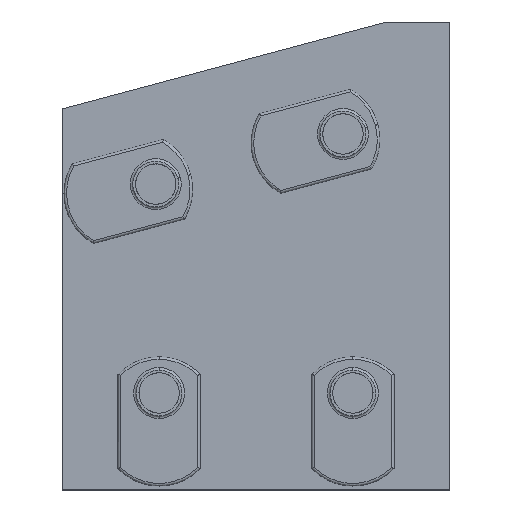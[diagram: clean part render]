
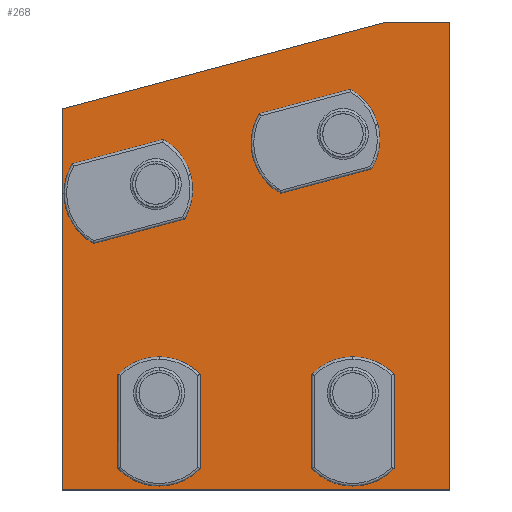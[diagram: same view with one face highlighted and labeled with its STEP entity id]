
A CAD part, top view. The second image highlights one B-rep face of the part: STEP entity #268.
In plain terms, the highlighted planar face has unit normal (0, 0, 1).
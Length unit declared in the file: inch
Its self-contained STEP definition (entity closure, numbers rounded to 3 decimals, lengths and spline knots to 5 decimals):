
#29 = ORIENTED_EDGE ( 'NONE', *, *, #2105, .T. ) ;
#32 = VERTEX_POINT ( 'NONE', #571 ) ;
#36 = ORIENTED_EDGE ( 'NONE', *, *, #201, .T. ) ;
#43 = VERTEX_POINT ( 'NONE', #665 ) ;
#56 = EDGE_CURVE ( 'NONE', #112, #43, #790, .T. ) ;
#57 = ORIENTED_EDGE ( 'NONE', *, *, #511, .T. ) ;
#71 = VERTEX_POINT ( 'NONE', #969 ) ;
#86 = EDGE_LOOP ( 'NONE', ( #57, #29, #36, #144, #1350 ) ) ;
#100 = ORIENTED_EDGE ( 'NONE', *, *, #241, .F. ) ;
#112 = VERTEX_POINT ( 'NONE', #1300 ) ;
#118 = VERTEX_POINT ( 'NONE', #732 ) ;
#131 = EDGE_CURVE ( 'NONE', #207, #382, #886, .T. ) ;
#144 = ORIENTED_EDGE ( 'NONE', *, *, #236, .T. ) ;
#149 = ORIENTED_EDGE ( 'NONE', *, *, #131, .F. ) ;
#175 = ORIENTED_EDGE ( 'NONE', *, *, #2100, .F. ) ;
#201 = EDGE_CURVE ( 'NONE', #32, #306, #783, .T. ) ;
#202 = EDGE_LOOP ( 'NONE', ( #149, #100 ) ) ;
#207 = VERTEX_POINT ( 'NONE', #809 ) ;
#216 = ORIENTED_EDGE ( 'NONE', *, *, #1958, .F. ) ;
#236 = EDGE_CURVE ( 'NONE', #306, #529, #980, .T. ) ;
#240 = EDGE_LOOP ( 'NONE', ( #175, #2071 ) ) ;
#241 = EDGE_CURVE ( 'NONE', #382, #207, #996, .T. ) ;
#268 = ADVANCED_FACE ( 'NONE', ( #1110, #1111, #1112, #1113, #1114 ), #1115, .T. ) ;
#284 = EDGE_CURVE ( 'NONE', #1756, #71, #1187, .T. ) ;
#306 = VERTEX_POINT ( 'NONE', #1273 ) ;
#319 = ORIENTED_EDGE ( 'NONE', *, *, #284, .F. ) ;
#329 = VERTEX_POINT ( 'NONE', #731 ) ;
#382 = VERTEX_POINT ( 'NONE', #787 ) ;
#489 = CIRCLE ( 'NONE', #490, 0.164 ) ;
#490 = AXIS2_PLACEMENT_3D ( 'NONE', #495, #496, #497 ) ;
#495 = CARTESIAN_POINT ( 'NONE',  ( 2.17289, 2.75523, 0.25 ) ) ;
#496 = DIRECTION ( 'NONE',  ( 0., 0., 1. ) ) ;
#497 = DIRECTION ( 'NONE',  ( 1., 0., 0. ) ) ;
#498 = LINE ( 'NONE', #499, #500 ) ;
#499 = CARTESIAN_POINT ( 'NONE',  ( 2.50955, 3.62243, 0.25 ) ) ;
#500 = VECTOR ( 'NONE', #501, 39.37008 ) ;
#501 = DIRECTION ( 'NONE',  ( -0.966, -0.259, 0. ) ) ;
#511 = EDGE_CURVE ( 'NONE', #329, #118, #875, .T. ) ;
#529 = VERTEX_POINT ( 'NONE', #904 ) ;
#532 = CARTESIAN_POINT ( 'NONE',  ( 0.888, 2.367, 0.25 ) ) ;
#556 = LINE ( 'NONE', #557, #558 ) ;
#557 = CARTESIAN_POINT ( 'NONE',  ( 0., 0., 0.25 ) ) ;
#558 = VECTOR ( 'NONE', #559, 39.37008 ) ;
#559 = DIRECTION ( 'NONE',  ( 1., 0., 0. ) ) ;
#571 = CARTESIAN_POINT ( 'NONE',  ( 3., 0., 0.25 ) ) ;
#601 = CIRCLE ( 'NONE', #602, 0.164 ) ;
#602 = AXIS2_PLACEMENT_3D ( 'NONE', #603, #604, #605 ) ;
#603 = CARTESIAN_POINT ( 'NONE',  ( 0.724, 2.367, 0.25 ) ) ;
#604 = DIRECTION ( 'NONE',  ( 0., 0., 1. ) ) ;
#605 = DIRECTION ( 'NONE',  ( 1., 0., 0. ) ) ;
#665 = CARTESIAN_POINT ( 'NONE',  ( 2.33689, 2.75523, 0.25 ) ) ;
#731 = CARTESIAN_POINT ( 'NONE',  ( 0., 2.95, 0.25 ) ) ;
#732 = CARTESIAN_POINT ( 'NONE',  ( 0., 0., 0.25 ) ) ;
#783 = LINE ( 'NONE', #784, #785 ) ;
#784 = CARTESIAN_POINT ( 'NONE',  ( 3., 0., 0.25 ) ) ;
#785 = VECTOR ( 'NONE', #786, 39.37008 ) ;
#786 = DIRECTION ( 'NONE',  ( 0., 1., 0. ) ) ;
#787 = CARTESIAN_POINT ( 'NONE',  ( 0.586, 0.75, 0.25 ) ) ;
#790 = CIRCLE ( 'NONE', #791, 0.164 ) ;
#791 = AXIS2_PLACEMENT_3D ( 'NONE', #792, #793, #794 ) ;
#792 = CARTESIAN_POINT ( 'NONE',  ( 2.17289, 2.75523, 0.25 ) ) ;
#793 = DIRECTION ( 'NONE',  ( 0., 0., 1. ) ) ;
#794 = DIRECTION ( 'NONE',  ( 1., 0., 0. ) ) ;
#809 = CARTESIAN_POINT ( 'NONE',  ( 0.914, 0.75, 0.25 ) ) ;
#875 = LINE ( 'NONE', #876, #877 ) ;
#876 = CARTESIAN_POINT ( 'NONE',  ( 0., 2.95, 0.25 ) ) ;
#877 = VECTOR ( 'NONE', #878, 39.37008 ) ;
#878 = DIRECTION ( 'NONE',  ( 0., -1., 0. ) ) ;
#879 = CIRCLE ( 'NONE', #880, 0.164 ) ;
#880 = AXIS2_PLACEMENT_3D ( 'NONE', #881, #882, #885 ) ;
#881 = CARTESIAN_POINT ( 'NONE',  ( 0.724, 2.367, 0.25 ) ) ;
#882 = DIRECTION ( 'NONE',  ( 0., 0., 1. ) ) ;
#885 = DIRECTION ( 'NONE',  ( 1., 0., 0. ) ) ;
#886 = CIRCLE ( 'NONE', #887, 0.164 ) ;
#887 = AXIS2_PLACEMENT_3D ( 'NONE', #888, #889, #890 ) ;
#888 = CARTESIAN_POINT ( 'NONE',  ( 0.75, 0.75, 0.25 ) ) ;
#889 = DIRECTION ( 'NONE',  ( 0., 0., 1. ) ) ;
#890 = DIRECTION ( 'NONE',  ( 1., 0., 0. ) ) ;
#902 = EDGE_LOOP ( 'NONE', ( #319, #216 ) ) ;
#904 = CARTESIAN_POINT ( 'NONE',  ( 2.50955, 3.62243, 0.25 ) ) ;
#939 = EDGE_CURVE ( 'NONE', #529, #329, #498, .T. ) ;
#969 = CARTESIAN_POINT ( 'NONE',  ( 2.086, 0.75, 0.25 ) ) ;
#980 = LINE ( 'NONE', #981, #982 ) ;
#981 = CARTESIAN_POINT ( 'NONE',  ( 3., 3.62243, 0.25 ) ) ;
#982 = VECTOR ( 'NONE', #983, 39.37008 ) ;
#983 = DIRECTION ( 'NONE',  ( -1., 0., 0. ) ) ;
#989 = VERTEX_POINT ( 'NONE', #532 ) ;
#995 = CARTESIAN_POINT ( 'NONE',  ( 2.414, 0.75, 0.25 ) ) ;
#996 = CIRCLE ( 'NONE', #997, 0.164 ) ;
#997 = AXIS2_PLACEMENT_3D ( 'NONE', #998, #999, #1000 ) ;
#998 = CARTESIAN_POINT ( 'NONE',  ( 0.75, 0.75, 0.25 ) ) ;
#999 = DIRECTION ( 'NONE',  ( 0., 0., 1. ) ) ;
#1000 = DIRECTION ( 'NONE',  ( 1., 0., 0. ) ) ;
#1088 = CIRCLE ( 'NONE', #1089, 0.164 ) ;
#1089 = AXIS2_PLACEMENT_3D ( 'NONE', #1090, #1091, #1093 ) ;
#1090 = CARTESIAN_POINT ( 'NONE',  ( 2.25, 0.75, 0.25 ) ) ;
#1091 = DIRECTION ( 'NONE',  ( 0., 0., 1. ) ) ;
#1093 = DIRECTION ( 'NONE',  ( 1., 0., 0. ) ) ;
#1110 = FACE_BOUND ( 'NONE', #240, .T. ) ;
#1111 = FACE_BOUND ( 'NONE', #2057, .T. ) ;
#1112 = FACE_BOUND ( 'NONE', #902, .T. ) ;
#1113 = FACE_BOUND ( 'NONE', #202, .T. ) ;
#1114 = FACE_OUTER_BOUND ( 'NONE', #86, .T. ) ;
#1115 = PLANE ( 'NONE',  #1116 ) ;
#1116 = AXIS2_PLACEMENT_3D ( 'NONE', #1117, #1118, #1119 ) ;
#1117 = CARTESIAN_POINT ( 'NONE',  ( 0., 0., 0.25 ) ) ;
#1118 = DIRECTION ( 'NONE',  ( 0., 0., 1. ) ) ;
#1119 = DIRECTION ( 'NONE',  ( 1., 0., 0. ) ) ;
#1127 = ORIENTED_EDGE ( 'NONE', *, *, #1196, .F. ) ;
#1146 = CARTESIAN_POINT ( 'NONE',  ( 0.56, 2.367, 0.25 ) ) ;
#1187 = CIRCLE ( 'NONE', #1188, 0.164 ) ;
#1188 = AXIS2_PLACEMENT_3D ( 'NONE', #1189, #1190, #1191 ) ;
#1189 = CARTESIAN_POINT ( 'NONE',  ( 2.25, 0.75, 0.25 ) ) ;
#1190 = DIRECTION ( 'NONE',  ( 0., 0., 1. ) ) ;
#1191 = DIRECTION ( 'NONE',  ( 1., 0., 0. ) ) ;
#1196 = EDGE_CURVE ( 'NONE', #2010, #989, #601, .T. ) ;
#1273 = CARTESIAN_POINT ( 'NONE',  ( 3., 3.62243, 0.25 ) ) ;
#1300 = CARTESIAN_POINT ( 'NONE',  ( 2.00889, 2.75523, 0.25 ) ) ;
#1350 = ORIENTED_EDGE ( 'NONE', *, *, #939, .T. ) ;
#1603 = EDGE_CURVE ( 'NONE', #989, #2010, #879, .T. ) ;
#1756 = VERTEX_POINT ( 'NONE', #995 ) ;
#1940 = ORIENTED_EDGE ( 'NONE', *, *, #1603, .F. ) ;
#1958 = EDGE_CURVE ( 'NONE', #71, #1756, #1088, .T. ) ;
#2010 = VERTEX_POINT ( 'NONE', #1146 ) ;
#2057 = EDGE_LOOP ( 'NONE', ( #1940, #1127 ) ) ;
#2071 = ORIENTED_EDGE ( 'NONE', *, *, #56, .F. ) ;
#2100 = EDGE_CURVE ( 'NONE', #43, #112, #489, .T. ) ;
#2105 = EDGE_CURVE ( 'NONE', #118, #32, #556, .T. ) ;
